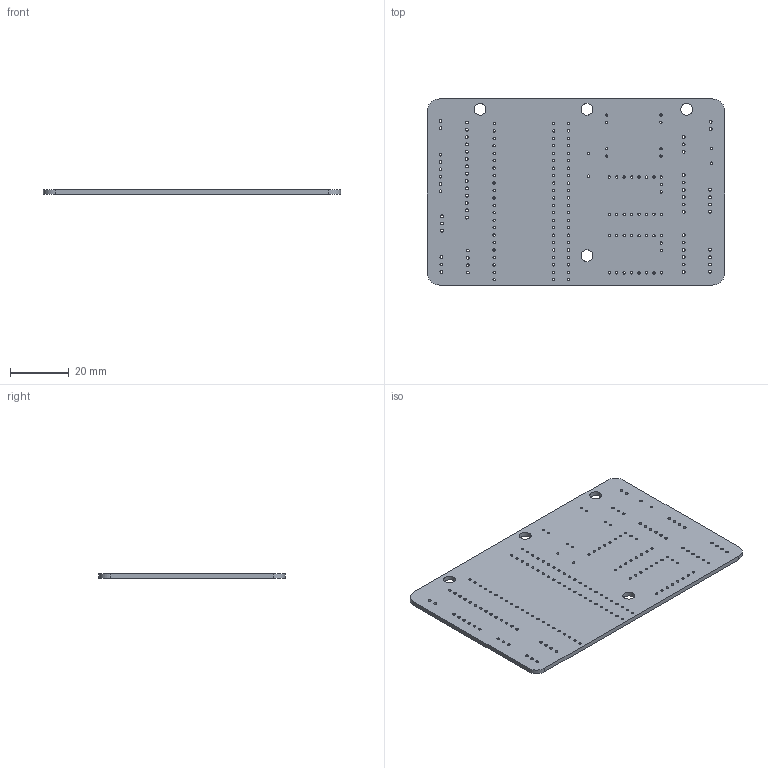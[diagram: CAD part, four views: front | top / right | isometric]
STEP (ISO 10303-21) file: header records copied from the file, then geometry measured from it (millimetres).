
FILE_DESCRIPTION(('KiCad electronic assembly'),'2;1');
FILE_NAME('Winder Core Board.step','2025-07-31T14:08:52',('Pcbnew'),( 'Kicad'),'Open CASCADE STEP processor 7.9','KiCad to STEP converter' ,'Unknown');
FILE_SCHEMA(('AUTOMOTIVE_DESIGN { 1 0 10303 214 1 1 1 1 }'));
Length unit declared in the file: millimetre
Products named in the file (2): Winder Core Board 1; Winder Core Board_PCB
Assembly tree (1 placements, depth 2):
  Winder Core Board 1
    Winder Core Board_PCB
Bounding box: 101.5 x 63.5 x 1.51 mm (x, y, z)
Volume: 9488.3 mm3; surface area: 13820.1 mm2
Topology: 1 solids, 1 shells, 185 faces, 549 edges, 366 vertices
Faces by surface type: cylinder 179, plane 6
Full cylindrical faces by diameter (mm): 0.762 x8, 0.8 x106, 0.95 x53, 1 x4, 4 x4
Entity records: 7158 total; most frequent: DIRECTION 1281, CARTESIAN_POINT 1102, ORIENTED_EDGE 1098, EDGE_CURVE 549, AXIS2_PLACEMENT_3D 545, FACE_BOUND 535, EDGE_LOOP 535, VERTEX_POINT 366
